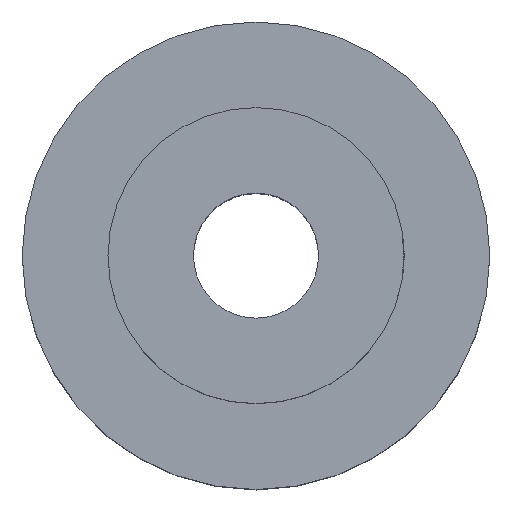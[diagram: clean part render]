
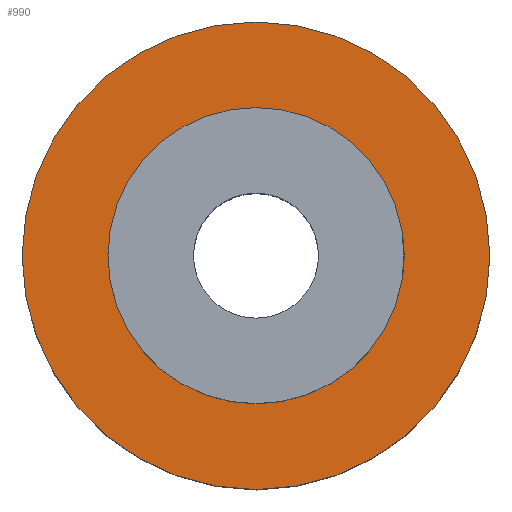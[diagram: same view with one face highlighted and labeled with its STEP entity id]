
A CAD part, top view. The second image highlights one B-rep face of the part: STEP entity #990.
In plain terms, the highlighted planar face has unit normal (0, 0, 1).
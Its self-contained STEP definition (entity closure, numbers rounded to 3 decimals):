
#161=CARTESIAN_POINT('',(0.,0.,7.15));
#162=DIRECTION('',(0.,0.,-1.));
#163=DIRECTION('',(1.,0.,0.));
#164=AXIS2_PLACEMENT_3D('',#161,#162,#163);
#166=CARTESIAN_POINT('',(0.,0.,7.15));
#167=DIRECTION('',(0.,0.,1.));
#168=DIRECTION('',(1.,0.,0.));
#169=AXIS2_PLACEMENT_3D('',#166,#167,#168);
#171=CARTESIAN_POINT('',(0.,0.,7.15));
#172=DIRECTION('',(0.,0.,1.));
#173=DIRECTION('',(1.,0.,0.));
#174=AXIS2_PLACEMENT_3D('',#171,#172,#173);
#668=CARTESIAN_POINT('',(0.,0.,7.15));
#669=DIRECTION('',(0.,0.,-1.));
#670=DIRECTION('',(1.,0.,0.));
#671=AXIS2_PLACEMENT_3D('',#668,#669,#670);
#681=CARTESIAN_POINT('',(15.,0.,7.15));
#682=CARTESIAN_POINT('',(-15.,0.,7.15));
#683=VERTEX_POINT('',#681);
#684=VERTEX_POINT('',#682);
#690=CARTESIAN_POINT('',(-9.5,0.,7.15));
#692=VERTEX_POINT('',#690);
#699=CARTESIAN_POINT('',(9.5,0.,7.15));
#700=VERTEX_POINT('',#699);
#975=CARTESIAN_POINT('',(0.,0.,7.15));
#976=DIRECTION('',(0.,0.,1.));
#977=DIRECTION('',(-1.,0.,0.));
#978=AXIS2_PLACEMENT_3D('',#975,#976,#977);
#979=PLANE('',#978);
#981=ORIENTED_EDGE('',*,*,#980,.F.);
#983=ORIENTED_EDGE('',*,*,#982,.T.);
#984=EDGE_LOOP('',(#981,#983));
#985=FACE_OUTER_BOUND('',#984,.F.);
#986=ORIENTED_EDGE('',*,*,#953,.F.);
#987=ORIENTED_EDGE('',*,*,#935,.T.);
#988=EDGE_LOOP('',(#986,#987));
#989=FACE_BOUND('',#988,.F.);
#990=ADVANCED_FACE('',(#985,#989),#979,.T.);
#165=CIRCLE('',#164,9.5);
#170=CIRCLE('',#169,9.5);
#175=CIRCLE('',#174,15.);
#672=CIRCLE('',#671,15.);
#935=EDGE_CURVE('',#700,#692,#170,.T.);
#953=EDGE_CURVE('',#700,#692,#165,.T.);
#980=EDGE_CURVE('',#683,#684,#175,.T.);
#982=EDGE_CURVE('',#683,#684,#672,.T.);
